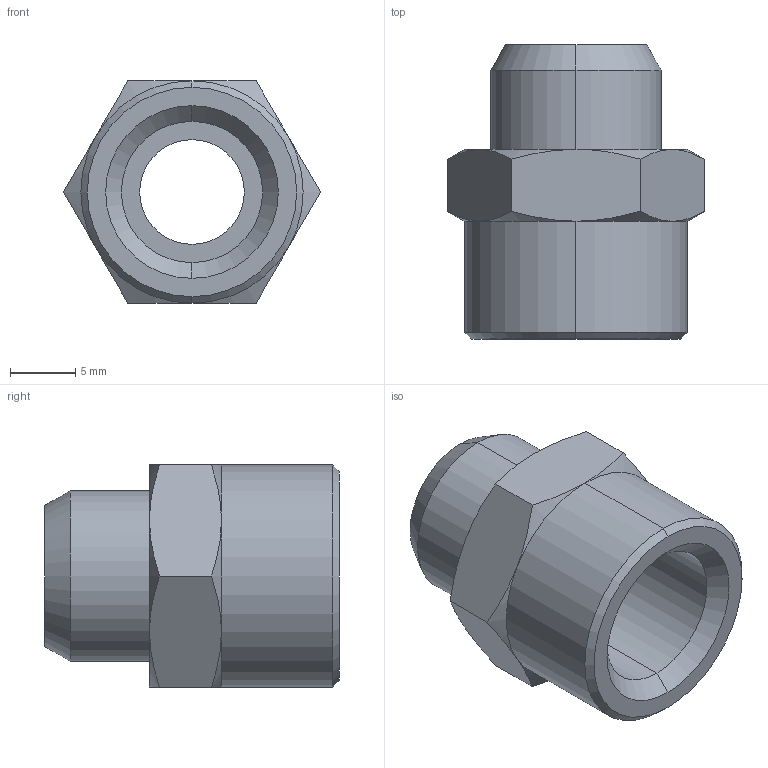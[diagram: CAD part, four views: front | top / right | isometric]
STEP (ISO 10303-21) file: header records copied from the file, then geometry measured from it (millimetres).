
FILE_DESCRIPTION (( 'STEP AP214' ), '1' );
FILE_NAME ('DRF.MF0202.STEP', '2018-09-03T09:59:58', ( '' ), ( '' ), 'SwSTEP 2.0', 'SolidWorks 2018', '' );
FILE_SCHEMA (( 'AUTOMOTIVE_DESIGN' ));
Length unit declared in the file: millimetre
Products named in the file (1): DRF.MF0202
Bounding box: 19.63 x 22.5 x 17 mm (x, y, z)
Volume: 2771.9 mm3; surface area: 2097.4 mm2
Topology: 1 solids, 1 shells, 39 faces, 82 edges, 47 vertices
Faces by surface type: cone 21, plane 10, cylinder 8
Entity records: 1181 total; most frequent: CARTESIAN_POINT 289, DIRECTION 173, ORIENTED_EDGE 164, EDGE_CURVE 82, AXIS2_PLACEMENT_3D 75, VERTEX_POINT 47, EDGE_LOOP 43, FACE_OUTER_BOUND 39
